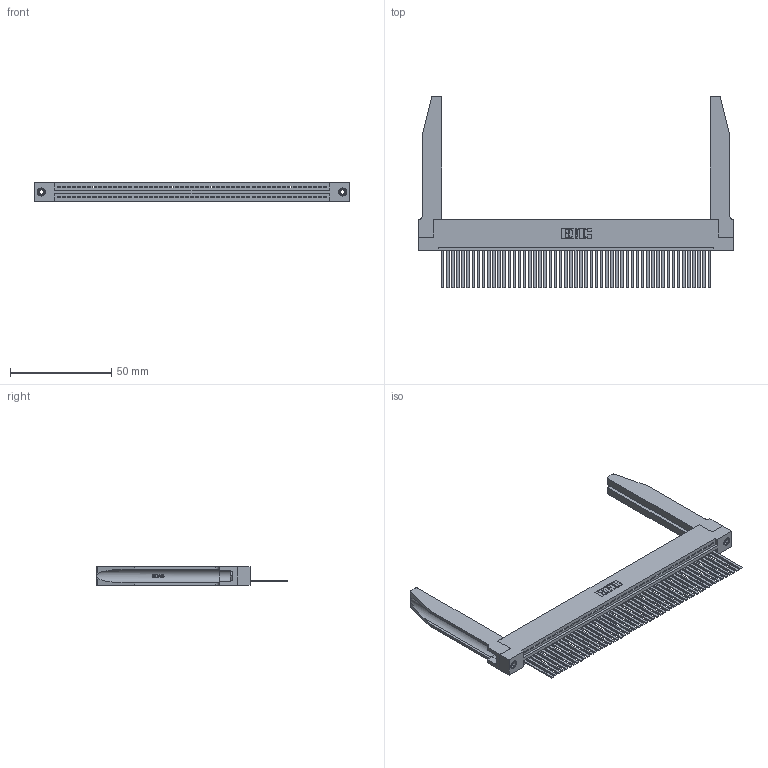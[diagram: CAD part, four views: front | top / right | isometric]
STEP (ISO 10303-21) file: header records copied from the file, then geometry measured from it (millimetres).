
FILE_DESCRIPTION (( 'STEP AP203' ), '1' );
FILE_NAME ('395-053-544-178.STEP', '2019-10-23T15:46:52', ( '' ), ( '' ), 'SwSTEP 2.0', 'SolidWorks 2016', '' );
FILE_SCHEMA (( 'CONFIG_CONTROL_DESIGN' ));
Length unit declared in the file: inch
Products named in the file (5): 345 Part_Flush Mounting Lugs - 0.156 Dia-TH; 345-250-001_345-250-001-102; 395-053-544-178; 345-220-078_345-220-078; 345-292-001_345-293-144
Assembly tree (58 placements, depth 2):
  395-053-544-178
    345 Part_Flush Mounting Lugs - 0.156 Dia-TH
    345-292-001_345-293-144  x53
    345-250-001_345-250-001-102  x2
    345-220-078_345-220-078  x2
Bounding box: 155.85 x 94.92 x 9.4 mm (x, y, z)
Volume: 23277.6 mm3; surface area: 29445.4 mm2
Topology: 58 solids, 58 shells, 3116 faces, 9323 edges, 6134 vertices
Faces by surface type: plane 2130, cylinder 934, bspline 36, cone 12, torus 4
Entity records: 42964 total; most frequent: CARTESIAN_POINT 8338, ORIENTED_EDGE 7222, DIRECTION 6271, EDGE_CURVE 3611, LINE 3177, VECTOR 3177, VERTEX_POINT 2400, AXIS2_PLACEMENT_3D 1547
